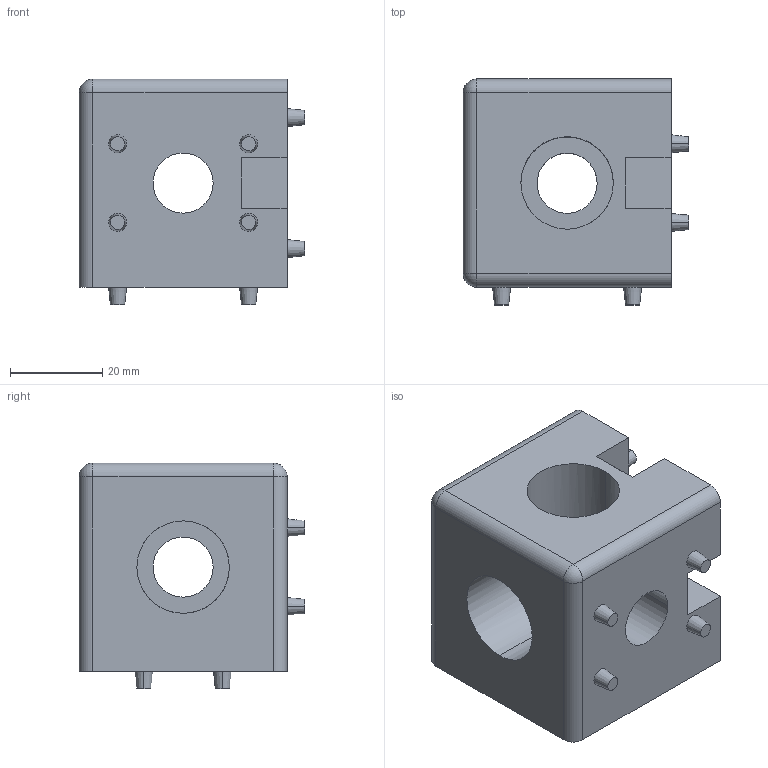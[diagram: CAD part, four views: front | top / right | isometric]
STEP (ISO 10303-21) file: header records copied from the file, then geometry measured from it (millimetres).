
FILE_DESCRIPTION (( 'STEP AP203' ), '1' );
FILE_NAME ('084.310.021.STEP', '2013-01-25T13:09:52', ( 'Alusic' ), ( 'Alusic' ), 'SwSTEP 2.0', 'SolidWorks 2011', '' );
FILE_SCHEMA (( 'CONFIG_CONTROL_DESIGN' ));
Length unit declared in the file: millimetre
Products named in the file (1): 084.310.021
Bounding box: 48.85 x 48.85 x 48.85 mm (x, y, z)
Volume: 64143.9 mm3; surface area: 16008 mm2
Topology: 1 solids, 1 shells, 79 faces, 190 edges, 122 vertices
Faces by surface type: plane 30, cone 24, cylinder 23, sphere 2
Entity records: 2401 total; most frequent: CARTESIAN_POINT 450, DIRECTION 410, ORIENTED_EDGE 376, EDGE_CURVE 188, AXIS2_PLACEMENT_3D 162, VERTEX_POINT 122, EDGE_LOOP 100, VECTOR 86
